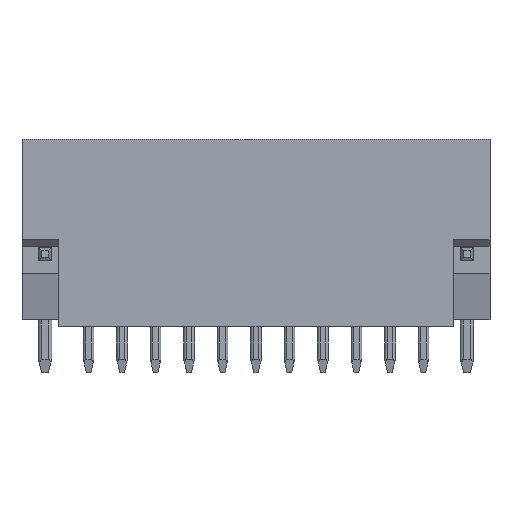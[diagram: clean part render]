
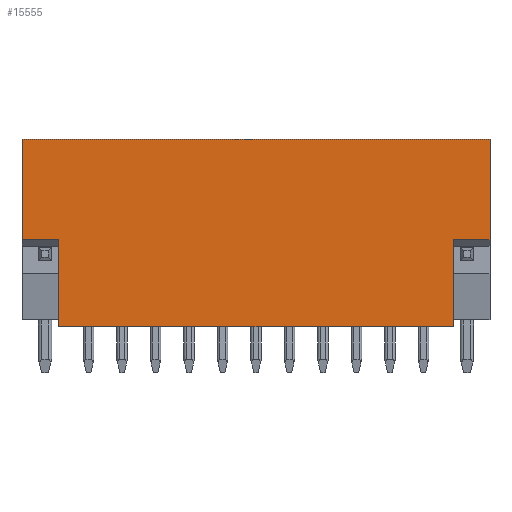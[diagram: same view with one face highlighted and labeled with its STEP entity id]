
A CAD part, left-side view. The second image highlights one B-rep face of the part: STEP entity #15555.
In plain terms, the highlighted planar face has unit normal (-1, 0, 0).
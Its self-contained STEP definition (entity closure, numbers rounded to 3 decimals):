
#558=DIRECTION('',(0.,0.,-1.));
#559=VECTOR('',#558,7.6);
#560=CARTESIAN_POINT('',(-5.25,-30.45,7.1));
#561=LINE('',#560,#559);
#602=DIRECTION('',(0.,0.,1.));
#603=VECTOR('',#602,6.6);
#604=CARTESIAN_POINT('',(-5.25,-27.65,-7.1));
#605=LINE('',#604,#603);
#794=DIRECTION('',(0.,-1.,0.));
#795=VECTOR('',#794,2.8);
#796=CARTESIAN_POINT('',(-5.25,-27.65,-0.5));
#797=LINE('',#796,#795);
#798=DIRECTION('',(0.,-1.,0.));
#799=VECTOR('',#798,2.8);
#800=CARTESIAN_POINT('',(-5.25,5.05,-0.5));
#801=LINE('',#800,#799);
#1154=DIRECTION('',(0.,-1.,0.));
#1155=VECTOR('',#1154,29.9);
#1156=CARTESIAN_POINT('',(-5.25,2.25,-7.1));
#1157=LINE('',#1156,#1155);
#9108=DIRECTION('',(0.,1.,0.));
#9109=VECTOR('',#9108,35.5);
#9110=CARTESIAN_POINT('',(-5.25,-30.45,7.1));
#9111=LINE('',#9110,#9109);
#9525=DIRECTION('',(0.,0.,1.));
#9526=VECTOR('',#9525,7.6);
#9527=CARTESIAN_POINT('',(-5.25,5.05,-0.5));
#9528=LINE('',#9527,#9526);
#9541=DIRECTION('',(0.,0.,-1.));
#9542=VECTOR('',#9541,6.6);
#9543=CARTESIAN_POINT('',(-5.25,2.25,-0.5));
#9544=LINE('',#9543,#9542);
#11655=CARTESIAN_POINT('',(-5.25,-30.45,7.1));
#11656=CARTESIAN_POINT('',(-5.25,5.05,7.1));
#11657=VERTEX_POINT('',#11655);
#11658=VERTEX_POINT('',#11656);
#11719=CARTESIAN_POINT('',(-5.25,2.25,-7.1));
#11720=CARTESIAN_POINT('',(-5.25,-27.65,-7.1));
#11721=VERTEX_POINT('',#11719);
#11722=VERTEX_POINT('',#11720);
#11755=CARTESIAN_POINT('',(-5.25,-30.45,-0.5));
#11757=VERTEX_POINT('',#11755);
#11761=CARTESIAN_POINT('',(-5.25,-27.65,-0.5));
#11762=VERTEX_POINT('',#11761);
#11767=CARTESIAN_POINT('',(-5.25,5.05,-0.5));
#11768=VERTEX_POINT('',#11767);
#11769=CARTESIAN_POINT('',(-5.25,2.25,-0.5));
#11770=VERTEX_POINT('',#11769);
#15535=CARTESIAN_POINT('',(-5.25,-26.67,-7.1));
#15536=DIRECTION('',(-1.,0.,0.));
#15537=DIRECTION('',(0.,0.,1.));
#15538=AXIS2_PLACEMENT_3D('',#15535,#15536,#15537);
#15539=PLANE('',#15538);
#15540=ORIENTED_EDGE('',*,*,#15530,.F.);
#15541=ORIENTED_EDGE('',*,*,#15218,.F.);
#15543=ORIENTED_EDGE('',*,*,#15542,.F.);
#15545=ORIENTED_EDGE('',*,*,#15544,.F.);
#15547=ORIENTED_EDGE('',*,*,#15546,.F.);
#15549=ORIENTED_EDGE('',*,*,#15548,.T.);
#15551=ORIENTED_EDGE('',*,*,#15550,.F.);
#15552=ORIENTED_EDGE('',*,*,#15173,.T.);
#15553=EDGE_LOOP('',(#15540,#15541,#15543,#15545,#15547,#15549,#15551,#15552));
#15554=FACE_OUTER_BOUND('',#15553,.F.);
#15555=ADVANCED_FACE('',(#15554),#15539,.T.);
#15173=EDGE_CURVE('',#11657,#11757,#561,.T.);
#15218=EDGE_CURVE('',#11722,#11762,#605,.T.);
#15530=EDGE_CURVE('',#11762,#11757,#797,.T.);
#15542=EDGE_CURVE('',#11721,#11722,#1157,.T.);
#15544=EDGE_CURVE('',#11770,#11721,#9544,.T.);
#15546=EDGE_CURVE('',#11768,#11770,#801,.T.);
#15548=EDGE_CURVE('',#11768,#11658,#9528,.T.);
#15550=EDGE_CURVE('',#11657,#11658,#9111,.T.);
